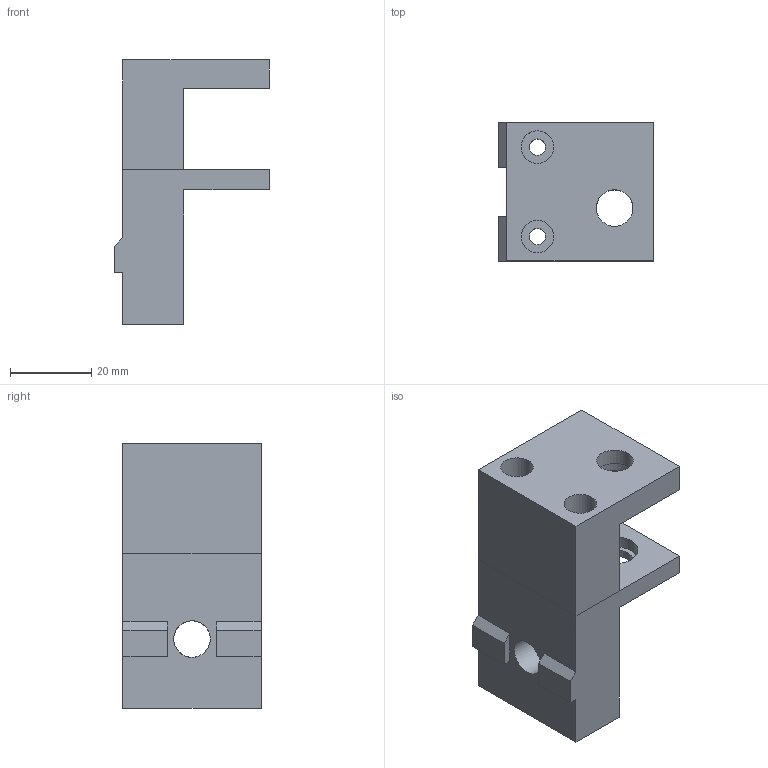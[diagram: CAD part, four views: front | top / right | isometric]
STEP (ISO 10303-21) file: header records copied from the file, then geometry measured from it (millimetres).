
FILE_DESCRIPTION(/* description */ (''),/* implementation_level */ '2;1');
FILE_NAME(/* name */ 'XBeltIdler.stp',/* time_stamp */ '2014-06-26T21:33:24+02:00',/* author */ (''),/* organization */ (''),/* preprocessor_version */ 'ST-DEVELOPER v15.6',/* originating_system */ 'Autodesk Translator Framework v3.0.0.6910',/* authorisation */ '');
FILE_SCHEMA (('AUTOMOTIVE_DESIGN { 1 0 10303 214 3 1 1 }'));
Length unit declared in the file: centimetre
Products named in the file (3): Component2; Component3; x-belt-idler v9
Bounding box: 38 x 34 x 65 mm (x, y, z)
Volume: 36834.2 mm3; surface area: 14278.7 mm2
Topology: 2 solids, 2 shells, 41 faces, 100 edges, 68 vertices
Faces by surface type: plane 29, cylinder 12
Full cylindrical faces by diameter (mm): 4 x4, 8 x2, 9 x3, 11.4 x2, 14 x1
Entity records: 1212 total; most frequent: DIRECTION 200, CARTESIAN_POINT 194, ORIENTED_EDGE 168, EDGE_CURVE 84, EDGE_LOOP 72, AXIS2_PLACEMENT_3D 70, VERTEX_POINT 64, LINE 60
